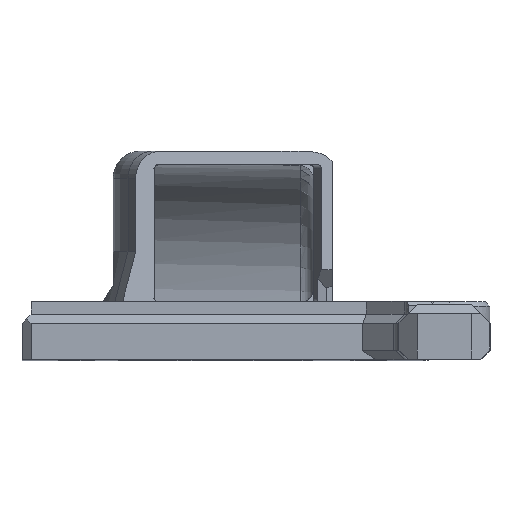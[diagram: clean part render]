
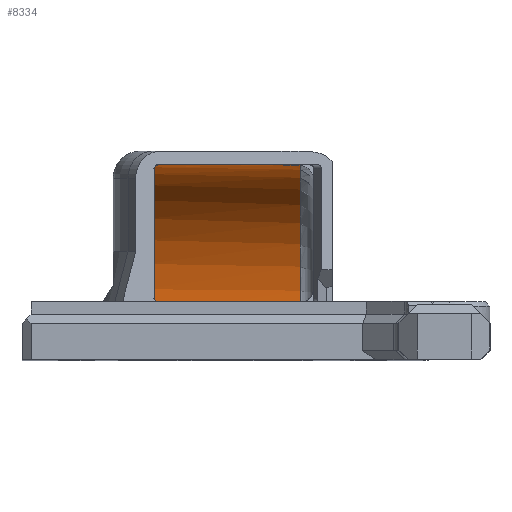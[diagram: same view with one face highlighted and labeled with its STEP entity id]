
A CAD part, top view. The second image highlights one B-rep face of the part: STEP entity #8334.
In plain terms, the highlighted cylindrical face has radius 16.5 mm (diameter 33 mm), a partial arc.
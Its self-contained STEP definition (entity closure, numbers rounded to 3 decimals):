
#72=CYLINDRICAL_SURFACE('',#8814,16.5);
#228=CIRCLE('',#8815,16.5);
#229=CIRCLE('',#8817,16.5);
#603=FACE_OUTER_BOUND('',#1105,.T.);
#1105=EDGE_LOOP('',(#7257,#7258,#7259,#7260,#7261));
#1210=ELLIPSE('',#8816,39.042,16.5);
#2181=LINE('',#13676,#3242);
#2182=LINE('',#13679,#3243);
#3242=VECTOR('',#10670,1000.);
#3243=VECTOR('',#10673,10.);
#4049=VERTEX_POINT('',#13670);
#4050=VERTEX_POINT('',#13671);
#4051=VERTEX_POINT('',#13673);
#4052=VERTEX_POINT('',#13675);
#4053=VERTEX_POINT('',#13677);
#5153=EDGE_CURVE('',#4049,#4050,#228,.T.);
#5154=EDGE_CURVE('',#4050,#4051,#1210,.T.);
#5155=EDGE_CURVE('',#4052,#4051,#2181,.T.);
#5156=EDGE_CURVE('',#4052,#4053,#229,.F.);
#5157=EDGE_CURVE('',#4053,#4049,#2182,.T.);
#7257=ORIENTED_EDGE('',*,*,#5153,.T.);
#7258=ORIENTED_EDGE('',*,*,#5154,.T.);
#7259=ORIENTED_EDGE('',*,*,#5155,.F.);
#7260=ORIENTED_EDGE('',*,*,#5156,.T.);
#7261=ORIENTED_EDGE('',*,*,#5157,.T.);
#8334=ADVANCED_FACE('',(#603),#72,.F.);
#8814=AXIS2_PLACEMENT_3D('',#13669,#10664,#10665);
#8815=AXIS2_PLACEMENT_3D('',#13672,#10666,#10667);
#8816=AXIS2_PLACEMENT_3D('',#13674,#10668,#10669);
#8817=AXIS2_PLACEMENT_3D('',#13678,#10671,#10672);
#10664=DIRECTION('center_axis',(1.,0.,0.));
#10665=DIRECTION('ref_axis',(0.,0.,-1.));
#10666=DIRECTION('center_axis',(1.,0.,0.));
#10667=DIRECTION('ref_axis',(0.,0.,-1.));
#10668=DIRECTION('center_axis',(0.423,0.,
0.906));
#10669=DIRECTION('ref_axis',(0.906,0.,-0.423));
#10670=DIRECTION('',(1.,0.,0.));
#10671=DIRECTION('center_axis',(1.,0.,0.));
#10672=DIRECTION('ref_axis',(0.,0.,-1.));
#10673=DIRECTION('',(1.,0.,0.));
#13669=CARTESIAN_POINT('Origin',(-10.,0.,-24.5));
#13670=CARTESIAN_POINT('',(8.5,0.,-41.));
#13671=CARTESIAN_POINT('',(8.5,16.443,-25.876));
#13672=CARTESIAN_POINT('Origin',(8.5,0.,-24.5));
#13673=CARTESIAN_POINT('',(5.55,16.5,-24.5));
#13674=CARTESIAN_POINT('Origin',(5.55,0.,-24.5));
#13675=CARTESIAN_POINT('',(-8.5,16.5,-24.5));
#13676=CARTESIAN_POINT('',(-10.,16.5,-24.5));
#13677=CARTESIAN_POINT('',(-8.5,0.,-41.));
#13678=CARTESIAN_POINT('Origin',(-8.5,0.,-24.5));
#13679=CARTESIAN_POINT('',(-3.294,0.,-41.));
